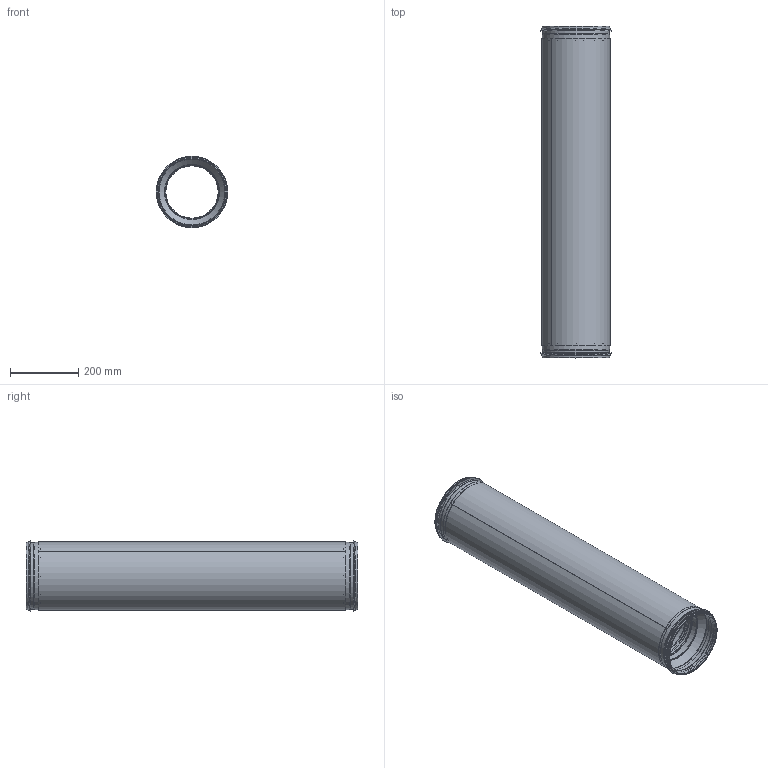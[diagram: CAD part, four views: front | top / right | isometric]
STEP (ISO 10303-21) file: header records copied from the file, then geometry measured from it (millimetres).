
FILE_DESCRIPTION((''),'2;1');
FILE_NAME('HILF-200-900-100.stp','2014-03-05T15:02:30',(''),(''),'Autodesk Inventor 2013','Autodesk Inventor 2013','');
FILE_SCHEMA(('AUTOMOTIVE_DESIGN { 1 2 10303 214 0 1 1 1 }'));
Length unit declared in the file: millimetre
Products named in the file (8): HILF-200-900-100; HILF-200-900-002; HILF-200-900-003; HILF-200-900-001; HFKL-200-160; HFKL-Rörämne-200-160; 999005; 999006
Assembly tree (8 placements, depth 3):
  HILF-200-900-100
    HILF-200-900-002
    HILF-200-900-003
    HILF-200-900-001
    HFKL-200-160  x2
      HFKL-Rörämne-200-160
      999005
      999006
Bounding box: 209.35 x 971.8 x 209.35 mm (x, y, z)
Volume: 7717541.9 mm3; surface area: 3378548.8 mm2
Topology: 9 solids, 9 shells, 166 faces, 312 edges, 176 vertices
Faces by surface type: torus 56, cylinder 54, plane 36, cone 20
Full cylindrical faces by diameter (mm): 153.2 x2, 154.2 x2, 155.4 x2, 158 x10, 159 x4, 164.4 x2, 169.4 x2, 193.15 x2, 194.15 x2, 195.35 x2, 197.95 x10, 198.95 x4, 204.35 x2, 209.35 x2
Entity records: 2269 total; most frequent: DIRECTION 412, CARTESIAN_POINT 316, ORIENTED_EDGE 220, AXIS2_PLACEMENT_3D 194, EDGE_LOOP 166, EDGE_CURVE 110, VERTEX_POINT 98, FACE_OUTER_BOUND 92
